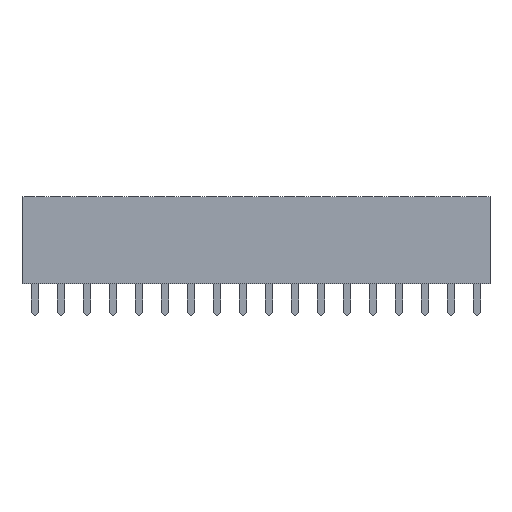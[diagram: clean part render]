
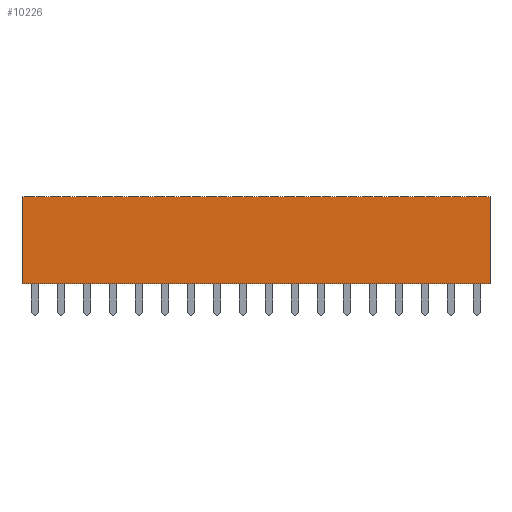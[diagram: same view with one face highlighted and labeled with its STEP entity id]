
A CAD part, front view. The second image highlights one B-rep face of the part: STEP entity #10226.
In plain terms, the highlighted planar face has unit normal (0, -1, 0).
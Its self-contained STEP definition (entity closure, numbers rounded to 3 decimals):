
#318=FACE_OUTER_BOUND('',#968,.T.);
#968=EDGE_LOOP('',(#7411,#7412,#7413,#7414));
#1489=LINE('',#14167,#2905);
#1564=LINE('',#14318,#2980);
#1815=LINE('',#14835,#3231);
#1818=LINE('',#14840,#3234);
#2905=VECTOR('',#11466,10.);
#2980=VECTOR('',#11549,10.);
#3231=VECTOR('',#12078,10.);
#3234=VECTOR('',#12085,10.);
#4302=VERTEX_POINT('',#14164);
#4303=VERTEX_POINT('',#14166);
#4375=VERTEX_POINT('',#14317);
#4502=VERTEX_POINT('',#14834);
#5217=EDGE_CURVE('',#4302,#4303,#1489,.T.);
#5292=EDGE_CURVE('',#4303,#4375,#1564,.T.);
#5543=EDGE_CURVE('',#4502,#4375,#1815,.T.);
#5546=EDGE_CURVE('',#4502,#4302,#1818,.T.);
#7411=ORIENTED_EDGE('',*,*,#5543,.T.);
#7412=ORIENTED_EDGE('',*,*,#5292,.F.);
#7413=ORIENTED_EDGE('',*,*,#5217,.F.);
#7414=ORIENTED_EDGE('',*,*,#5546,.F.);
#9594=PLANE('',#10910);
#10226=ADVANCED_FACE('',(#318),#9594,.T.);
#10910=AXIS2_PLACEMENT_3D('',#14907,#12154,#12155);
#11466=DIRECTION('',(1.,0.,0.));
#11549=DIRECTION('',(0.,0.,-1.));
#12078=DIRECTION('',(1.,0.,0.));
#12085=DIRECTION('',(0.,0.,1.));
#12154=DIRECTION('center_axis',(0.,-1.,0.));
#12155=DIRECTION('ref_axis',(1.,0.,0.));
#14164=CARTESIAN_POINT('',(-22.86,-2.52,8.6));
#14166=CARTESIAN_POINT('',(22.86,-2.52,8.6));
#14167=CARTESIAN_POINT('',(-22.86,-2.52,8.6));
#14317=CARTESIAN_POINT('',(22.86,-2.52,0.1));
#14318=CARTESIAN_POINT('',(22.86,-2.52,0.1));
#14834=CARTESIAN_POINT('',(-22.86,-2.52,0.1));
#14835=CARTESIAN_POINT('',(-22.86,-2.52,0.1));
#14840=CARTESIAN_POINT('',(-22.86,-2.52,0.1));
#14907=CARTESIAN_POINT('Origin',(-22.86,-2.52,0.1));
